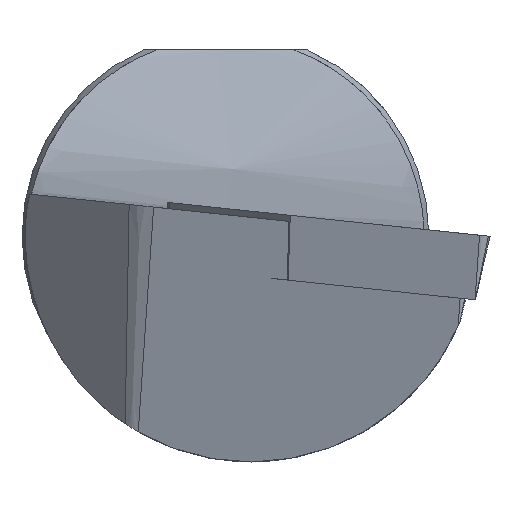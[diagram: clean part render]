
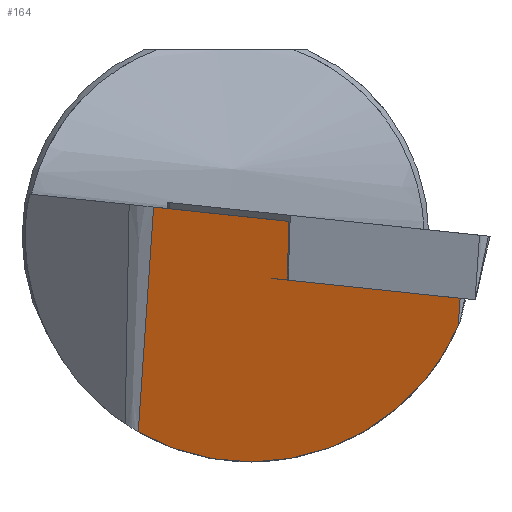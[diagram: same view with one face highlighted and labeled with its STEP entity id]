
A CAD part, left-side view. The second image highlights one B-rep face of the part: STEP entity #164.
In plain terms, the highlighted planar face has unit normal (-0.947, 0.308, -0.09).
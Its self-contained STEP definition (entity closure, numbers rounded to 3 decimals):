
#164=ADVANCED_FACE('',(#216),#198,.T.);
#198=PLANE('',#697);
#216=FACE_OUTER_BOUND('',#249,.T.);
#249=EDGE_LOOP('',(#292,#293,#294,#295,#296,#297));
#284=ELLIPSE('',#696,11.72,11.1);
#292=ORIENTED_EDGE('',*,*,#521,.F.);
#293=ORIENTED_EDGE('',*,*,#522,.F.);
#294=ORIENTED_EDGE('',*,*,#523,.T.);
#295=ORIENTED_EDGE('',*,*,#524,.T.);
#296=ORIENTED_EDGE('',*,*,#525,.F.);
#297=ORIENTED_EDGE('',*,*,#526,.F.);
#464=VERTEX_POINT('',#917);
#465=VERTEX_POINT('',#918);
#466=VERTEX_POINT('',#920);
#467=VERTEX_POINT('',#922);
#468=VERTEX_POINT('',#924);
#469=VERTEX_POINT('',#926);
#521=EDGE_CURVE('',#464,#465,#606,.T.);
#522=EDGE_CURVE('',#466,#464,#607,.T.);
#523=EDGE_CURVE('',#466,#467,#608,.T.);
#524=EDGE_CURVE('',#467,#468,#284,.T.);
#525=EDGE_CURVE('',#469,#468,#609,.T.);
#526=EDGE_CURVE('',#465,#469,#610,.T.);
#606=LINE('',#916,#651);
#607=LINE('',#919,#652);
#608=LINE('',#921,#653);
#609=LINE('',#925,#654);
#610=LINE('',#927,#655);
#651=VECTOR('',#758,1.);
#652=VECTOR('',#759,1.);
#653=VECTOR('',#760,1.);
#654=VECTOR('',#763,1.);
#655=VECTOR('',#764,1.);
#696=AXIS2_PLACEMENT_3D('',#923,#761,#762);
#697=AXIS2_PLACEMENT_3D('',#928,#765,#766);
#758=DIRECTION('',(0.105,0.031,-0.994));
#759=DIRECTION('',(-0.299,-0.949,-0.1));
#760=DIRECTION('',(0.116,0.067,-0.991));
#761=DIRECTION('',(-0.947,0.308,-0.09));
#762=DIRECTION('',(0.321,0.909,-0.266));
#763=DIRECTION('',(0.116,0.067,-0.991));
#764=DIRECTION('',(-0.299,-0.949,-0.1));
#765=DIRECTION('',(-0.947,0.308,-0.09));
#766=DIRECTION('',(-0.309,-0.951,0.));
#916=CARTESIAN_POINT('',(3.059,-3.12,0.674));
#917=CARTESIAN_POINT('',(3.053,-3.122,0.729));
#918=CARTESIAN_POINT('',(3.357,-3.032,-2.157));
#919=CARTESIAN_POINT('',(0.265,-11.965,-0.2));
#920=CARTESIAN_POINT('',(5.151,3.533,1.429));
#921=CARTESIAN_POINT('',(5.116,3.512,1.728));
#922=CARTESIAN_POINT('',(6.448,4.285,-9.621));
#923=CARTESIAN_POINT('',(3.732,-1.25,0.));
#924=CARTESIAN_POINT('',(0.836,-11.44,-4.401));
#925=CARTESIAN_POINT('',(0.305,-11.749,0.124));
#926=CARTESIAN_POINT('',(0.677,-11.532,-3.051));
#927=CARTESIAN_POINT('',(0.602,-11.77,-3.076));
#928=CARTESIAN_POINT('',(0.23,-11.986,0.099));
